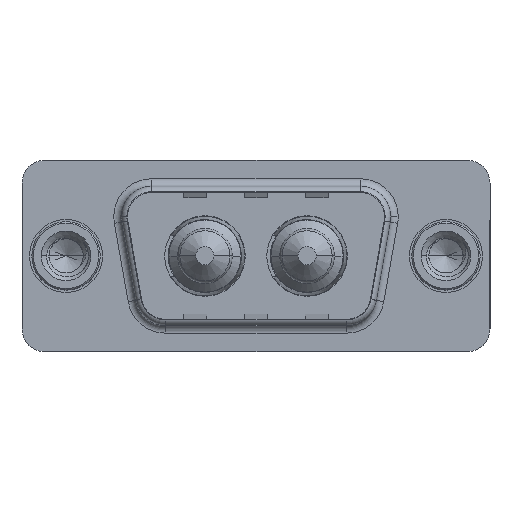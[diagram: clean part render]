
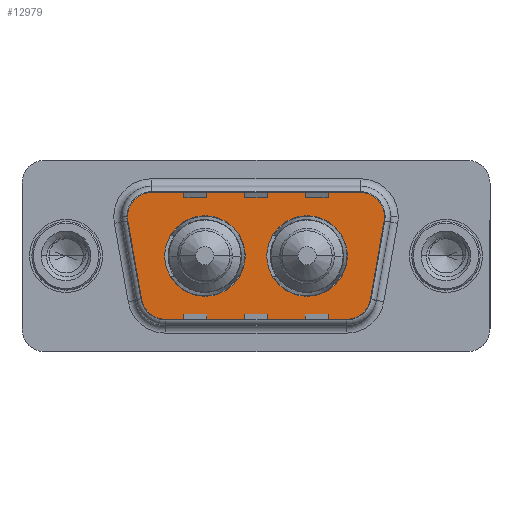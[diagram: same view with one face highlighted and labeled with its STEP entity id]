
A CAD part, top view. The second image highlights one B-rep face of the part: STEP entity #12979.
In plain terms, the highlighted planar face has unit normal (0, 0, 1).
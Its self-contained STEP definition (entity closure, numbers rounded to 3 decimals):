
#16 = CARTESIAN_POINT ( 'NONE',  ( 11.79, 0., 0. ) ) ;
#242 = ORIENTED_EDGE ( 'NONE', *, *, #5909, .F. ) ;
#523 = VERTEX_POINT ( 'NONE', #9132 ) ;
#587 = DIRECTION ( 'NONE',  ( 1., 0., 0. ) ) ;
#902 = CIRCLE ( 'NONE', #8642, 2.65 ) ;
#1127 = CARTESIAN_POINT ( 'NONE',  ( 19.564, 2.9, 0. ) ) ;
#1433 = VECTOR ( 'NONE', #10187, 1000. ) ;
#1520 = EDGE_CURVE ( 'NONE', #8657, #13081, #6097, .T. ) ;
#1674 = EDGE_LOOP ( 'NONE', ( #7156, #5066, #3541, #7998, #11021, #2559, #6899, #7733, #10462 ) ) ;
#1806 = LINE ( 'NONE', #8703, #12119 ) ;
#1990 = CARTESIAN_POINT ( 'NONE',  ( 18.541, -2.9, 0. ) ) ;
#2237 = CIRCLE ( 'NONE', #6030, 2.65 ) ;
#2419 = VERTEX_POINT ( 'NONE', #8412 ) ;
#2467 = CARTESIAN_POINT ( 'NONE',  ( 5.436, 2.9, 0. ) ) ;
#2510 = EDGE_CURVE ( 'NONE', #2419, #2678, #12100, .T. ) ;
#2558 = ORIENTED_EDGE ( 'NONE', *, *, #1520, .F. ) ;
#2559 = ORIENTED_EDGE ( 'NONE', *, *, #10720, .T. ) ;
#2583 = DIRECTION ( 'NONE',  ( 0., 0., 1. ) ) ;
#2666 = DIRECTION ( 'NONE',  ( 0., 0., 1. ) ) ;
#2678 = VERTEX_POINT ( 'NONE', #12712 ) ;
#2724 = DIRECTION ( 'NONE',  ( 1., 0., 0. ) ) ;
#2798 = EDGE_CURVE ( 'NONE', #11772, #10214, #1806, .T. ) ;
#2817 = CARTESIAN_POINT ( 'NONE',  ( 6.459, -4.9, 0. ) ) ;
#2871 = CARTESIAN_POINT ( 'NONE',  ( 5.436, 4.9, 0. ) ) ;
#2916 = VERTEX_POINT ( 'NONE', #2871 ) ;
#2995 = CARTESIAN_POINT ( 'NONE',  ( 5.436, 4.9, 0. ) ) ;
#3068 = AXIS2_PLACEMENT_3D ( 'NONE', #8898, #2666, #9876 ) ;
#3339 = CARTESIAN_POINT ( 'NONE',  ( 15.86, 0., 0. ) ) ;
#3426 = DIRECTION ( 'NONE',  ( 0., 0., 1. ) ) ;
#3541 = ORIENTED_EDGE ( 'NONE', *, *, #5634, .T. ) ;
#3553 = DIRECTION ( 'NONE',  ( 1., 0., 0. ) ) ;
#3667 = FACE_BOUND ( 'NONE', #9907, .T. ) ;
#3759 = CARTESIAN_POINT ( 'NONE',  ( 9.14, 0., 0. ) ) ;
#3830 = DIRECTION ( 'NONE',  ( -1., 0., 0. ) ) ;
#4297 = AXIS2_PLACEMENT_3D ( 'NONE', #8814, #2583, #9798 ) ;
#4329 = VECTOR ( 'NONE', #11753, 1000. ) ;
#4394 = DIRECTION ( 'NONE',  ( 1., 0., 0. ) ) ;
#4403 = AXIS2_PLACEMENT_3D ( 'NONE', #1990, #11259, #5148 ) ;
#4412 = CIRCLE ( 'NONE', #3068, 2. ) ;
#4575 = CARTESIAN_POINT ( 'NONE',  ( 13.21, 0., 0. ) ) ;
#4673 = EDGE_LOOP ( 'NONE', ( #12144, #13017 ) ) ;
#4842 = VERTEX_POINT ( 'NONE', #8872 ) ;
#4977 = EDGE_CURVE ( 'NONE', #5333, #4842, #10350, .T. ) ;
#4981 = CARTESIAN_POINT ( 'NONE',  ( 6.49, 0., 0. ) ) ;
#5035 = EDGE_CURVE ( 'NONE', #2678, #2916, #7002, .T. ) ;
#5066 = ORIENTED_EDGE ( 'NONE', *, *, #12828, .T. ) ;
#5148 = DIRECTION ( 'NONE',  ( 1., 0., 0. ) ) ;
#5311 = AXIS2_PLACEMENT_3D ( 'NONE', #2467, #9706, #3553 ) ;
#5333 = VERTEX_POINT ( 'NONE', #2817 ) ;
#5444 = DIRECTION ( 'NONE',  ( 0., 0., 1. ) ) ;
#5523 = DIRECTION ( 'NONE',  ( 0., 0., 1. ) ) ;
#5634 = EDGE_CURVE ( 'NONE', #8579, #2419, #6687, .T. ) ;
#5782 = FACE_BOUND ( 'NONE', #4673, .T. ) ;
#5860 = EDGE_CURVE ( 'NONE', #4842, #523, #4412, .T. ) ;
#5909 = EDGE_CURVE ( 'NONE', #13081, #8657, #902, .T. ) ;
#6030 = AXIS2_PLACEMENT_3D ( 'NONE', #11626, #5523, #12638 ) ;
#6052 = DIRECTION ( 'NONE',  ( 1., 0., 0. ) ) ;
#6073 = AXIS2_PLACEMENT_3D ( 'NONE', #3759, #3426, #2724 ) ;
#6097 = CIRCLE ( 'NONE', #6073, 2.65 ) ;
#6228 = CARTESIAN_POINT ( 'NONE',  ( 4.489, -3.247, 0. ) ) ;
#6310 = CIRCLE ( 'NONE', #5311, 2. ) ;
#6351 = EDGE_CURVE ( 'NONE', #12764, #6436, #2237, .T. ) ;
#6436 = VERTEX_POINT ( 'NONE', #4575 ) ;
#6687 = CIRCLE ( 'NONE', #9546, 2. ) ;
#6899 = ORIENTED_EDGE ( 'NONE', *, *, #2798, .T. ) ;
#6901 = DIRECTION ( 'NONE',  ( 0., 0., 1. ) ) ;
#6933 = EDGE_CURVE ( 'NONE', #6436, #12764, #10790, .T. ) ;
#6942 = CARTESIAN_POINT ( 'NONE',  ( 3.466, 2.553, 0. ) ) ;
#7002 = LINE ( 'NONE', #2995, #1433 ) ;
#7090 = AXIS2_PLACEMENT_3D ( 'NONE', #3339, #10520, #4394 ) ;
#7156 = ORIENTED_EDGE ( 'NONE', *, *, #5860, .T. ) ;
#7246 = DIRECTION ( 'NONE',  ( 0., 0., 1. ) ) ;
#7733 = ORIENTED_EDGE ( 'NONE', *, *, #11552, .T. ) ;
#7998 = ORIENTED_EDGE ( 'NONE', *, *, #2510, .T. ) ;
#8412 = CARTESIAN_POINT ( 'NONE',  ( 21.564, 2.9, 0. ) ) ;
#8579 = VERTEX_POINT ( 'NONE', #9063 ) ;
#8642 = AXIS2_PLACEMENT_3D ( 'NONE', #12982, #6901, #587 ) ;
#8657 = VERTEX_POINT ( 'NONE', #4981 ) ;
#8703 = CARTESIAN_POINT ( 'NONE',  ( 3.466, 2.553, 0. ) ) ;
#8814 = CARTESIAN_POINT ( 'NONE',  ( 6.459, -2.9, 0. ) ) ;
#8872 = CARTESIAN_POINT ( 'NONE',  ( 18.541, -4.9, 0. ) ) ;
#8898 = CARTESIAN_POINT ( 'NONE',  ( 18.541, -2.9, 0. ) ) ;
#9063 = CARTESIAN_POINT ( 'NONE',  ( 21.534, 2.553, 0. ) ) ;
#9132 = CARTESIAN_POINT ( 'NONE',  ( 20.511, -3.247, 0. ) ) ;
#9174 = CIRCLE ( 'NONE', #4297, 2. ) ;
#9184 = AXIS2_PLACEMENT_3D ( 'NONE', #1127, #7246, #3830 ) ;
#9546 = AXIS2_PLACEMENT_3D ( 'NONE', #11553, #5444, #12562 ) ;
#9706 = DIRECTION ( 'NONE',  ( 0., 0., 1. ) ) ;
#9798 = DIRECTION ( 'NONE',  ( -1., 0., 0. ) ) ;
#9876 = DIRECTION ( 'NONE',  ( 1., 0., 0. ) ) ;
#9907 = EDGE_LOOP ( 'NONE', ( #242, #2558 ) ) ;
#10021 = VECTOR ( 'NONE', #6052, 1000. ) ;
#10187 = DIRECTION ( 'NONE',  ( -1., 0., 0. ) ) ;
#10214 = VERTEX_POINT ( 'NONE', #6228 ) ;
#10256 = PLANE ( 'NONE',  #4403 ) ;
#10350 = LINE ( 'NONE', #12126, #10021 ) ;
#10462 = ORIENTED_EDGE ( 'NONE', *, *, #4977, .T. ) ;
#10520 = DIRECTION ( 'NONE',  ( 0., 0., 1. ) ) ;
#10570 = FACE_OUTER_BOUND ( 'NONE', #1674, .T. ) ;
#10658 = CARTESIAN_POINT ( 'NONE',  ( 18.51, 0., 0. ) ) ;
#10720 = EDGE_CURVE ( 'NONE', #2916, #11772, #6310, .T. ) ;
#10743 = CARTESIAN_POINT ( 'NONE',  ( 21.534, 2.553, 0. ) ) ;
#10790 = CIRCLE ( 'NONE', #7090, 2.65 ) ;
#11021 = ORIENTED_EDGE ( 'NONE', *, *, #5035, .T. ) ;
#11259 = DIRECTION ( 'NONE',  ( 0., 0., 1. ) ) ;
#11407 = DIRECTION ( 'NONE',  ( 0.174, -0.985, 0. ) ) ;
#11552 = EDGE_CURVE ( 'NONE', #10214, #5333, #9174, .T. ) ;
#11553 = CARTESIAN_POINT ( 'NONE',  ( 19.564, 2.9, 0. ) ) ;
#11626 = CARTESIAN_POINT ( 'NONE',  ( 15.86, 0., 0. ) ) ;
#11753 = DIRECTION ( 'NONE',  ( 0.174, 0.985, 0. ) ) ;
#11772 = VERTEX_POINT ( 'NONE', #6942 ) ;
#12100 = CIRCLE ( 'NONE', #9184, 2. ) ;
#12119 = VECTOR ( 'NONE', #11407, 1000. ) ;
#12126 = CARTESIAN_POINT ( 'NONE',  ( 6.459, -4.9, 0. ) ) ;
#12144 = ORIENTED_EDGE ( 'NONE', *, *, #6351, .F. ) ;
#12447 = LINE ( 'NONE', #10743, #4329 ) ;
#12562 = DIRECTION ( 'NONE',  ( -1., 0., 0. ) ) ;
#12638 = DIRECTION ( 'NONE',  ( 1., 0., 0. ) ) ;
#12712 = CARTESIAN_POINT ( 'NONE',  ( 19.564, 4.9, 0. ) ) ;
#12764 = VERTEX_POINT ( 'NONE', #10658 ) ;
#12828 = EDGE_CURVE ( 'NONE', #523, #8579, #12447, .T. ) ;
#12979 = ADVANCED_FACE ( 'NONE', ( #5782, #3667, #10570 ), #10256, .T. ) ;
#12982 = CARTESIAN_POINT ( 'NONE',  ( 9.14, 0., 0. ) ) ;
#13017 = ORIENTED_EDGE ( 'NONE', *, *, #6933, .F. ) ;
#13081 = VERTEX_POINT ( 'NONE', #16 ) ;
